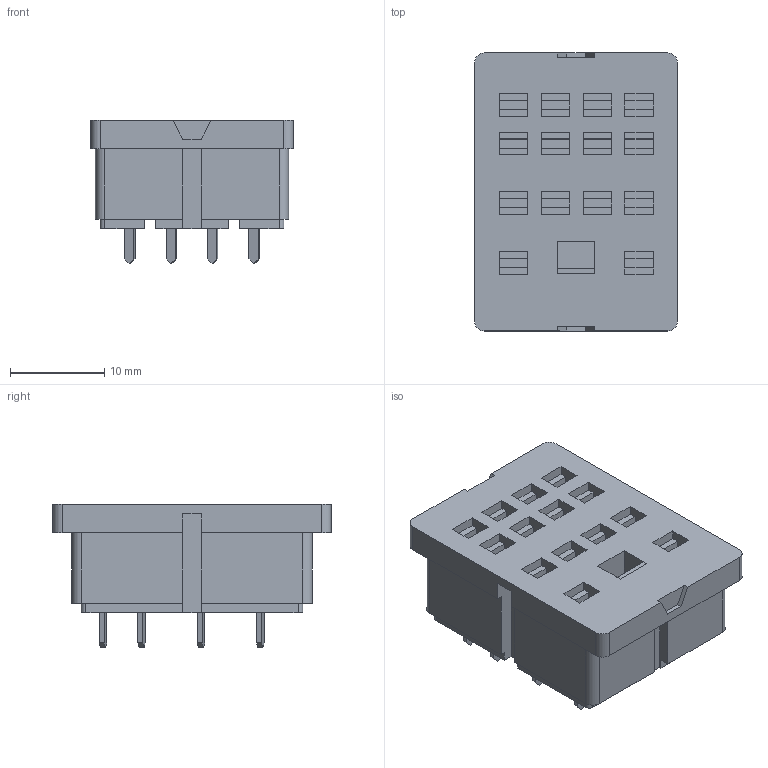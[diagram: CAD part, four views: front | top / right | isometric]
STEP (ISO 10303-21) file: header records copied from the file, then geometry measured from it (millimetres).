
FILE_DESCRIPTION((''),'2;1');
FILE_NAME('RELS_FINDER_94.14SMA.stp','2011-03-29T11:15:44',(''),(''),'Mechanical Desktop 2011','Mechanical Desktop 2011',', , ');
FILE_SCHEMA(('AUTOMOTIVE_DESIGN { 1 2 10303 214 1 1 1 1 }'));
Length unit declared in the file: millimetre
Products named in the file (1): Product
Bounding box: 21.5 x 29.5 x 15.2 mm (x, y, z)
Volume: 5731.7 mm3; surface area: 4962.5 mm2
Topology: 44 solids, 44 shells, 421 faces, 954 edges, 636 vertices
Faces by surface type: plane 333, bspline 76, cylinder 12
Entity records: 11561 total; most frequent: CARTESIAN_POINT 2240, ORIENTED_EDGE 1908, DIRECTION 1670, EDGE_CURVE 954, VECTOR 930, LINE 930, VERTEX_POINT 636, EDGE_LOOP 436
